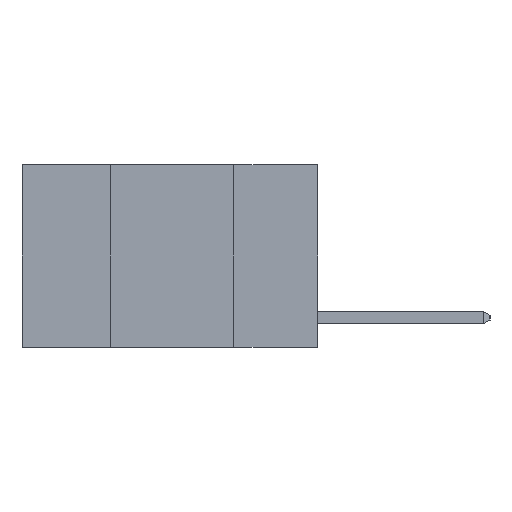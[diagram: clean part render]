
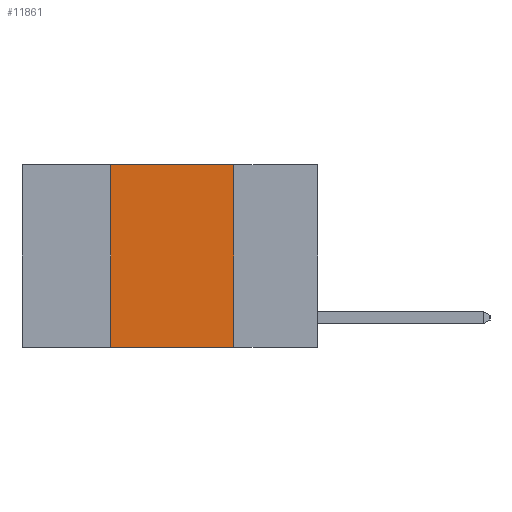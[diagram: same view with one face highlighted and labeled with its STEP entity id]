
A CAD part, left-side view. The second image highlights one B-rep face of the part: STEP entity #11861.
In plain terms, the highlighted planar face has unit normal (-1, 0, 0).
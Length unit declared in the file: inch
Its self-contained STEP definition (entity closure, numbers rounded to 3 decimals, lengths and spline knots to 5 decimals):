
#27 = DIRECTION ( 'NONE',  ( 0., 0., 1. ) ) ;
#282 = CARTESIAN_POINT ( 'NONE',  ( 0., 0.17, -0.37 ) ) ;
#1086 = CARTESIAN_POINT ( 'NONE',  ( 0., 0.6, -0.37 ) ) ;
#1278 = VECTOR ( 'NONE', #11646, 39.37008 ) ;
#1604 = ORIENTED_EDGE ( 'NONE', *, *, #10144, .F. ) ;
#1802 = VECTOR ( 'NONE', #8742, 39.37008 ) ;
#1920 = PLANE ( 'NONE',  #8378 ) ;
#2297 = DIRECTION ( 'NONE',  ( 0., -1., 0. ) ) ;
#2662 = EDGE_CURVE ( 'NONE', #11510, #12073, #6385, .T. ) ;
#2797 = FACE_OUTER_BOUND ( 'NONE', #3858, .T. ) ;
#3858 = EDGE_LOOP ( 'NONE', ( #6399, #11402, #1604, #4224 ) ) ;
#4224 = ORIENTED_EDGE ( 'NONE', *, *, #9944, .T. ) ;
#4895 = DIRECTION ( 'NONE',  ( 0., 0., -1. ) ) ;
#5531 = LINE ( 'NONE', #8006, #10496 ) ;
#5838 = CARTESIAN_POINT ( 'NONE',  ( 0., 0.42, 0. ) ) ;
#6385 = LINE ( 'NONE', #7881, #1278 ) ;
#6399 = ORIENTED_EDGE ( 'NONE', *, *, #2662, .F. ) ;
#6829 = VERTEX_POINT ( 'NONE', #11413 ) ;
#6909 = CARTESIAN_POINT ( 'NONE',  ( 0., 0.42, -0.37 ) ) ;
#6947 = CARTESIAN_POINT ( 'NONE',  ( 0., 0.17, 0. ) ) ;
#7676 = EDGE_CURVE ( 'NONE', #6829, #11510, #5531, .T. ) ;
#7881 = CARTESIAN_POINT ( 'NONE',  ( 0., 0.17, 0. ) ) ;
#8006 = CARTESIAN_POINT ( 'NONE',  ( 0., 0.6, 0. ) ) ;
#8378 = AXIS2_PLACEMENT_3D ( 'NONE', #12322, #10484, #4895 ) ;
#8742 = DIRECTION ( 'NONE',  ( 0., -1., 0. ) ) ;
#8797 = VERTEX_POINT ( 'NONE', #6909 ) ;
#9567 = LINE ( 'NONE', #5838, #12323 ) ;
#9944 = EDGE_CURVE ( 'NONE', #8797, #12073, #11891, .T. ) ;
#10144 = EDGE_CURVE ( 'NONE', #8797, #6829, #9567, .T. ) ;
#10484 = DIRECTION ( 'NONE',  ( 1., 0., 0. ) ) ;
#10496 = VECTOR ( 'NONE', #2297, 39.37008 ) ;
#11402 = ORIENTED_EDGE ( 'NONE', *, *, #7676, .F. ) ;
#11413 = CARTESIAN_POINT ( 'NONE',  ( 0., 0.42, 0. ) ) ;
#11510 = VERTEX_POINT ( 'NONE', #6947 ) ;
#11646 = DIRECTION ( 'NONE',  ( 0., 0., -1. ) ) ;
#11861 = ADVANCED_FACE ( 'NONE', ( #2797 ), #1920, .F. ) ;
#11891 = LINE ( 'NONE', #1086, #1802 ) ;
#12073 = VERTEX_POINT ( 'NONE', #282 ) ;
#12322 = CARTESIAN_POINT ( 'NONE',  ( 0., 0.6, 0. ) ) ;
#12323 = VECTOR ( 'NONE', #27, 39.37008 ) ;
